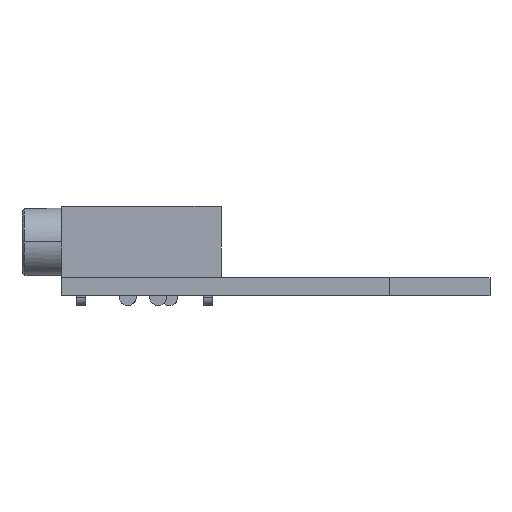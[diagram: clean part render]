
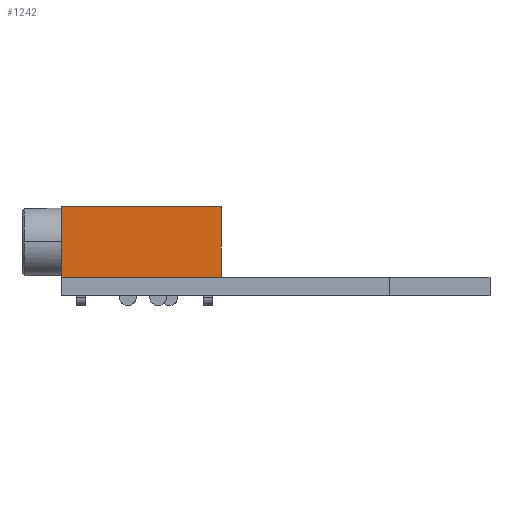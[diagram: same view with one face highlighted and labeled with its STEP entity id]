
A CAD part, front view. The second image highlights one B-rep face of the part: STEP entity #1242.
In plain terms, the highlighted free-form (B-spline) face has degree [1, 1] with [2, 2] control points.
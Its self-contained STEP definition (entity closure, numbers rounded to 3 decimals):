
#499 = B_SPLINE_SURFACE_WITH_KNOTS('',1,1,(
    (#500,#501)
    ,(#502,#503
    )),.UNSPECIFIED.,.F.,.F.,.F.,(2,2),(2,2),(-11.5,0.),(-6.3,0.),
  .PIECEWISE_BEZIER_KNOTS.);
#500 = CARTESIAN_POINT('',(0.,0.,5.5));
#501 = CARTESIAN_POINT('',(0.,6.3,5.5));
#502 = CARTESIAN_POINT('',(0.,0.,-6.));
#503 = CARTESIAN_POINT('',(0.,6.3,-6.));
#546 = B_SPLINE_SURFACE_WITH_KNOTS('',1,1,(
    (#547,#548)
    ,(#549,#550
    )),.UNSPECIFIED.,.F.,.F.,.F.,(2,2),(2,2),(-6.,5.5),(
    0.,14.2),.PIECEWISE_BEZIER_KNOTS.);
#547 = CARTESIAN_POINT('',(0.,0.,-6.));
#548 = CARTESIAN_POINT('',(14.2,0.,-6.));
#549 = CARTESIAN_POINT('',(0.,0.,5.5));
#550 = CARTESIAN_POINT('',(14.2,0.,5.5));
#745 = EDGE_CURVE('',#746,#748,#750,.T.);
#746 = VERTEX_POINT('',#747);
#747 = CARTESIAN_POINT('',(0.,0.,5.5));
#748 = VERTEX_POINT('',#749);
#749 = CARTESIAN_POINT('',(14.2,0.,5.5));
#750 = SURFACE_CURVE('',#751,(#754,#760),.PCURVE_S1.);
#751 = B_SPLINE_CURVE_WITH_KNOTS('',1,(#752,#753),.UNSPECIFIED.,.F.,.F.,
  (2,2),(0.,14.2),.PIECEWISE_BEZIER_KNOTS.);
#752 = CARTESIAN_POINT('',(0.,0.,5.5));
#753 = CARTESIAN_POINT('',(14.2,0.,5.5));
#754 = PCURVE('',#546,#755);
#755 = DEFINITIONAL_REPRESENTATION('',(#756),#759);
#756 = B_SPLINE_CURVE_WITH_KNOTS('',1,(#757,#758),.UNSPECIFIED.,.F.,.F.,
  (2,2),(0.,14.2),.PIECEWISE_BEZIER_KNOTS.);
#757 = CARTESIAN_POINT('',(5.5,0.));
#758 = CARTESIAN_POINT('',(5.5,14.2));
#759 = ( GEOMETRIC_REPRESENTATION_CONTEXT(2) 
PARAMETRIC_REPRESENTATION_CONTEXT() REPRESENTATION_CONTEXT('2D SPACE',''
  ) );
#760 = PCURVE('',#761,#766);
#761 = B_SPLINE_SURFACE_WITH_KNOTS('',1,1,(
    (#762,#763)
    ,(#764,#765
    )),.UNSPECIFIED.,.F.,.F.,.F.,(2,2),(2,2),(-14.2,0.),(-6.3,0.),
  .PIECEWISE_BEZIER_KNOTS.);
#762 = CARTESIAN_POINT('',(14.2,0.,5.5));
#763 = CARTESIAN_POINT('',(14.2,6.3,5.5));
#764 = CARTESIAN_POINT('',(0.,0.,5.5));
#765 = CARTESIAN_POINT('',(0.,6.3,5.5));
#766 = DEFINITIONAL_REPRESENTATION('',(#767),#770);
#767 = B_SPLINE_CURVE_WITH_KNOTS('',1,(#768,#769),.UNSPECIFIED.,.F.,.F.,
  (2,2),(0.,14.2),.PIECEWISE_BEZIER_KNOTS.);
#768 = CARTESIAN_POINT('',(0.,-6.3));
#769 = CARTESIAN_POINT('',(-14.2,-6.3));
#770 = ( GEOMETRIC_REPRESENTATION_CONTEXT(2) 
PARAMETRIC_REPRESENTATION_CONTEXT() REPRESENTATION_CONTEXT('2D SPACE',''
  ) );
#786 = B_SPLINE_SURFACE_WITH_KNOTS('',1,1,(
    (#787,#788)
    ,(#789,#790
    )),.UNSPECIFIED.,.F.,.F.,.F.,(2,2),(2,2),(0.,11.5),(-6.3,0.),
  .PIECEWISE_BEZIER_KNOTS.);
#787 = CARTESIAN_POINT('',(14.2,0.,-6.));
#788 = CARTESIAN_POINT('',(14.2,6.3,-6.));
#789 = CARTESIAN_POINT('',(14.2,0.,5.5));
#790 = CARTESIAN_POINT('',(14.2,6.3,5.5));
#1200 = VERTEX_POINT('',#1201);
#1201 = CARTESIAN_POINT('',(0.,6.3,5.5));
#1213 = B_SPLINE_SURFACE_WITH_KNOTS('',1,1,(
    (#1214,#1215)
    ,(#1216,#1217
    )),.UNSPECIFIED.,.F.,.F.,.F.,(2,2),(2,2),(-6.,5.5),(
    0.,14.2),.PIECEWISE_BEZIER_KNOTS.);
#1214 = CARTESIAN_POINT('',(0.,6.3,-6.));
#1215 = CARTESIAN_POINT('',(14.2,6.3,-6.));
#1216 = CARTESIAN_POINT('',(0.,6.3,5.5));
#1217 = CARTESIAN_POINT('',(14.2,6.3,5.5));
#1224 = EDGE_CURVE('',#1200,#746,#1225,.T.);
#1225 = SURFACE_CURVE('',#1226,(#1229,#1235),.PCURVE_S1.);
#1226 = B_SPLINE_CURVE_WITH_KNOTS('',1,(#1227,#1228),.UNSPECIFIED.,.F.,
  .F.,(2,2),(0.,6.3),.PIECEWISE_BEZIER_KNOTS.);
#1227 = CARTESIAN_POINT('',(0.,6.3,5.5));
#1228 = CARTESIAN_POINT('',(0.,0.,5.5));
#1229 = PCURVE('',#499,#1230);
#1230 = DEFINITIONAL_REPRESENTATION('',(#1231),#1234);
#1231 = B_SPLINE_CURVE_WITH_KNOTS('',1,(#1232,#1233),.UNSPECIFIED.,.F.,
  .F.,(2,2),(0.,6.3),.PIECEWISE_BEZIER_KNOTS.);
#1232 = CARTESIAN_POINT('',(-11.5,0.));
#1233 = CARTESIAN_POINT('',(-11.5,-6.3));
#1234 = ( GEOMETRIC_REPRESENTATION_CONTEXT(2) 
PARAMETRIC_REPRESENTATION_CONTEXT() REPRESENTATION_CONTEXT('2D SPACE',''
  ) );
#1235 = PCURVE('',#761,#1236);
#1236 = DEFINITIONAL_REPRESENTATION('',(#1237),#1240);
#1237 = B_SPLINE_CURVE_WITH_KNOTS('',1,(#1238,#1239),.UNSPECIFIED.,.F.,
  .F.,(2,2),(0.,6.3),.PIECEWISE_BEZIER_KNOTS.);
#1238 = CARTESIAN_POINT('',(0.,0.));
#1239 = CARTESIAN_POINT('',(0.,-6.3));
#1240 = ( GEOMETRIC_REPRESENTATION_CONTEXT(2) 
PARAMETRIC_REPRESENTATION_CONTEXT() REPRESENTATION_CONTEXT('2D SPACE',''
  ) );
#1242 = ADVANCED_FACE('',(#1243),#761,.F.);
#1243 = FACE_BOUND('',#1244,.F.);
#1244 = EDGE_LOOP('',(#1245,#1246,#1266,#1284));
#1245 = ORIENTED_EDGE('',*,*,#1224,.F.);
#1246 = ORIENTED_EDGE('',*,*,#1247,.T.);
#1247 = EDGE_CURVE('',#1200,#1248,#1250,.T.);
#1248 = VERTEX_POINT('',#1249);
#1249 = CARTESIAN_POINT('',(14.2,6.3,5.5));
#1250 = SURFACE_CURVE('',#1251,(#1254,#1260),.PCURVE_S1.);
#1251 = B_SPLINE_CURVE_WITH_KNOTS('',1,(#1252,#1253),.UNSPECIFIED.,.F.,
  .F.,(2,2),(0.,14.2),.PIECEWISE_BEZIER_KNOTS.);
#1252 = CARTESIAN_POINT('',(0.,6.3,5.5));
#1253 = CARTESIAN_POINT('',(14.2,6.3,5.5));
#1254 = PCURVE('',#761,#1255);
#1255 = DEFINITIONAL_REPRESENTATION('',(#1256),#1259);
#1256 = B_SPLINE_CURVE_WITH_KNOTS('',1,(#1257,#1258),.UNSPECIFIED.,.F.,
  .F.,(2,2),(0.,14.2),.PIECEWISE_BEZIER_KNOTS.);
#1257 = CARTESIAN_POINT('',(0.,0.));
#1258 = CARTESIAN_POINT('',(-14.2,0.));
#1259 = ( GEOMETRIC_REPRESENTATION_CONTEXT(2) 
PARAMETRIC_REPRESENTATION_CONTEXT() REPRESENTATION_CONTEXT('2D SPACE',''
  ) );
#1260 = PCURVE('',#1213,#1261);
#1261 = DEFINITIONAL_REPRESENTATION('',(#1262),#1265);
#1262 = B_SPLINE_CURVE_WITH_KNOTS('',1,(#1263,#1264),.UNSPECIFIED.,.F.,
  .F.,(2,2),(0.,14.2),.PIECEWISE_BEZIER_KNOTS.);
#1263 = CARTESIAN_POINT('',(5.5,0.));
#1264 = CARTESIAN_POINT('',(5.5,14.2));
#1265 = ( GEOMETRIC_REPRESENTATION_CONTEXT(2) 
PARAMETRIC_REPRESENTATION_CONTEXT() REPRESENTATION_CONTEXT('2D SPACE',''
  ) );
#1266 = ORIENTED_EDGE('',*,*,#1267,.T.);
#1267 = EDGE_CURVE('',#1248,#748,#1268,.T.);
#1268 = SURFACE_CURVE('',#1269,(#1272,#1278),.PCURVE_S1.);
#1269 = B_SPLINE_CURVE_WITH_KNOTS('',1,(#1270,#1271),.UNSPECIFIED.,.F.,
  .F.,(2,2),(0.,6.3),.PIECEWISE_BEZIER_KNOTS.);
#1270 = CARTESIAN_POINT('',(14.2,6.3,5.5));
#1271 = CARTESIAN_POINT('',(14.2,0.,5.5));
#1272 = PCURVE('',#761,#1273);
#1273 = DEFINITIONAL_REPRESENTATION('',(#1274),#1277);
#1274 = B_SPLINE_CURVE_WITH_KNOTS('',1,(#1275,#1276),.UNSPECIFIED.,.F.,
  .F.,(2,2),(0.,6.3),.PIECEWISE_BEZIER_KNOTS.);
#1275 = CARTESIAN_POINT('',(-14.2,0.));
#1276 = CARTESIAN_POINT('',(-14.2,-6.3));
#1277 = ( GEOMETRIC_REPRESENTATION_CONTEXT(2) 
PARAMETRIC_REPRESENTATION_CONTEXT() REPRESENTATION_CONTEXT('2D SPACE',''
  ) );
#1278 = PCURVE('',#786,#1279);
#1279 = DEFINITIONAL_REPRESENTATION('',(#1280),#1283);
#1280 = B_SPLINE_CURVE_WITH_KNOTS('',1,(#1281,#1282),.UNSPECIFIED.,.F.,
  .F.,(2,2),(0.,6.3),.PIECEWISE_BEZIER_KNOTS.);
#1281 = CARTESIAN_POINT('',(11.5,0.));
#1282 = CARTESIAN_POINT('',(11.5,-6.3));
#1283 = ( GEOMETRIC_REPRESENTATION_CONTEXT(2) 
PARAMETRIC_REPRESENTATION_CONTEXT() REPRESENTATION_CONTEXT('2D SPACE',''
  ) );
#1284 = ORIENTED_EDGE('',*,*,#745,.F.);
